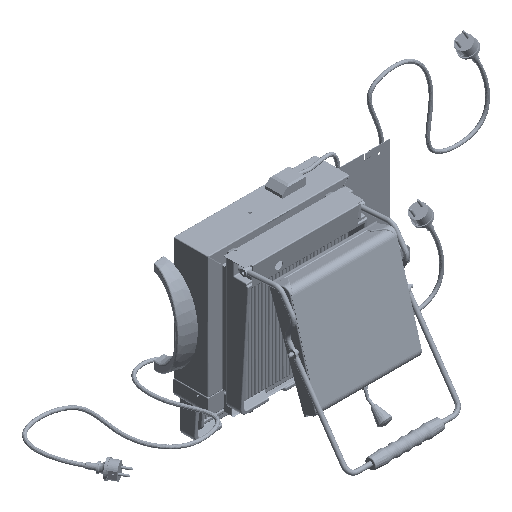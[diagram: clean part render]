
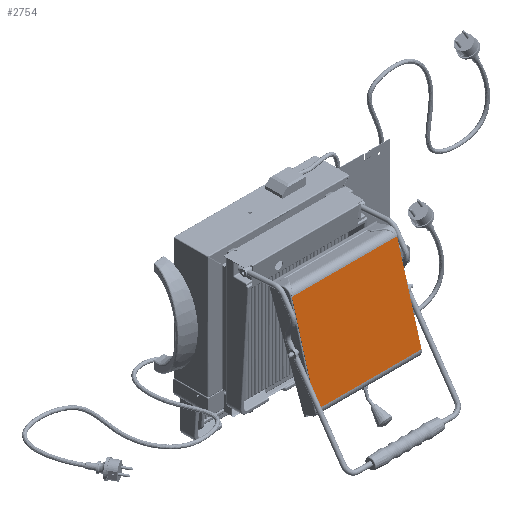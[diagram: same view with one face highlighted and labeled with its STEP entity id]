
A CAD part, isometric view. The second image highlights one B-rep face of the part: STEP entity #2754.
In plain terms, the highlighted face is planar.
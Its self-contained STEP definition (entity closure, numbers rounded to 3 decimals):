
#2754 = ADVANCED_FACE( '', ( #8628 ), #8629, .T. );
#8628 = FACE_OUTER_BOUND( '', #27634, .T. );
#8629 = PLANE( '', #27635 );
#27634 = EDGE_LOOP( '', ( #58456, #58457, #58458, #58459 ) );
#27635 = AXIS2_PLACEMENT_3D( '', #58460, #58461, #58462 );
#58456 = ORIENTED_EDGE( '', *, *, #79344, .T. );
#58457 = ORIENTED_EDGE( '', *, *, #79327, .T. );
#58458 = ORIENTED_EDGE( '', *, *, #79315, .T. );
#58459 = ORIENTED_EDGE( '', *, *, #79350, .F. );
#58460 = CARTESIAN_POINT( '', ( 288., 0., 241. ) );
#58461 = DIRECTION( '', ( 0., -1., 0. ) );
#58462 = DIRECTION( '', ( 0., 0., -1. ) );
#79315 = EDGE_CURVE( '', #90466, #90467, #90468, .T. );
#79327 = EDGE_CURVE( '', #90490, #90466, #90491, .T. );
#79344 = EDGE_CURVE( '', #90523, #90490, #90524, .T. );
#79350 = EDGE_CURVE( '', #90523, #90467, #90534, .T. );
#90466 = VERTEX_POINT( '', #119567 );
#90467 = VERTEX_POINT( '', #119568 );
#90468 = LINE( '', #119569, #119570 );
#90490 = VERTEX_POINT( '', #119599 );
#90491 = LINE( '', #119600, #119601 );
#90523 = VERTEX_POINT( '', #119671 );
#90524 = LINE( '', #119672, #119673 );
#90534 = LINE( '', #119686, #119687 );
#119567 = CARTESIAN_POINT( '', ( 256.7, 0., 243. ) );
#119568 = CARTESIAN_POINT( '', ( 50.5, 0., 243. ) );
#119569 = CARTESIAN_POINT( '', ( 288., 0., 243. ) );
#119570 = VECTOR( '', #153772, 1000. );
#119599 = CARTESIAN_POINT( '', ( 256.7, 0., 0. ) );
#119600 = CARTESIAN_POINT( '', ( 256.7, 0., 36.199 ) );
#119601 = VECTOR( '', #153792, 1000. );
#119671 = CARTESIAN_POINT( '', ( 50.5, 0., 0. ) );
#119672 = CARTESIAN_POINT( '', ( 2., 0., 0. ) );
#119673 = VECTOR( '', #153811, 1000. );
#119686 = CARTESIAN_POINT( '', ( 50.5, 0., 43.479 ) );
#119687 = VECTOR( '', #153821, 1000. );
#153772 = DIRECTION( '', ( -1., 0., 0. ) );
#153792 = DIRECTION( '', ( 0., 0., 1. ) );
#153811 = DIRECTION( '', ( 1., 0., 0. ) );
#153821 = DIRECTION( '', ( 0., 0., 1. ) );
